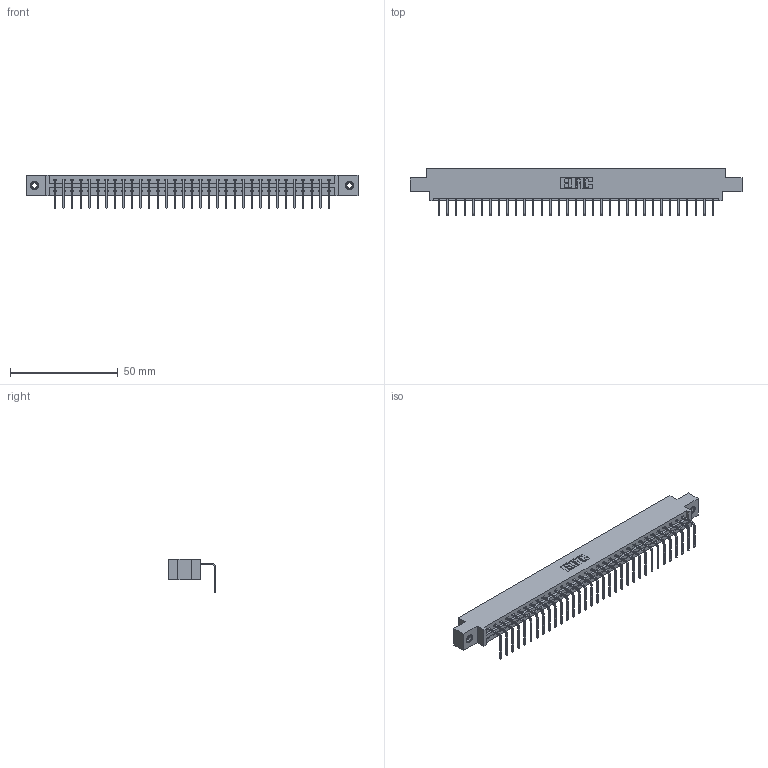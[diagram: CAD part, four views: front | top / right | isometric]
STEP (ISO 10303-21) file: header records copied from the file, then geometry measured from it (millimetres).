
FILE_DESCRIPTION (( 'STEP AP203' ), '1' );
FILE_NAME ('337-033-558-607.STEP', '2019-10-07T14:07:54', ( '' ), ( '' ), 'SwSTEP 2.0', 'SolidWorks 2016', '' );
FILE_SCHEMA (( 'CONFIG_CONTROL_DESIGN' ));
Length unit declared in the file: inch
Products named in the file (4): 337 Part_0.170 Offset - 0.156 Dia-TI; 337-033-558-607; 345-292-001_558 Tail - 2; 345-250-001_345-250-005-103
Assembly tree (36 placements, depth 2):
  337-033-558-607
    337 Part_0.170 Offset - 0.156 Dia-TI
    345-292-001_558 Tail - 2  x33
    345-250-001_345-250-005-103  x2
Bounding box: 153.77 x 22.17 x 15.37 mm (x, y, z)
Volume: 15848.3 mm3; surface area: 17139.8 mm2
Topology: 36 solids, 36 shells, 2290 faces, 6861 edges, 4522 vertices
Faces by surface type: plane 1690, cylinder 584, cone 12, torus 4
Entity records: 27096 total; most frequent: CARTESIAN_POINT 4700, ORIENTED_EDGE 4662, DIRECTION 4007, EDGE_CURVE 2331, VECTOR 2183, LINE 2183, VERTEX_POINT 1548, AXIS2_PLACEMENT_3D 912
